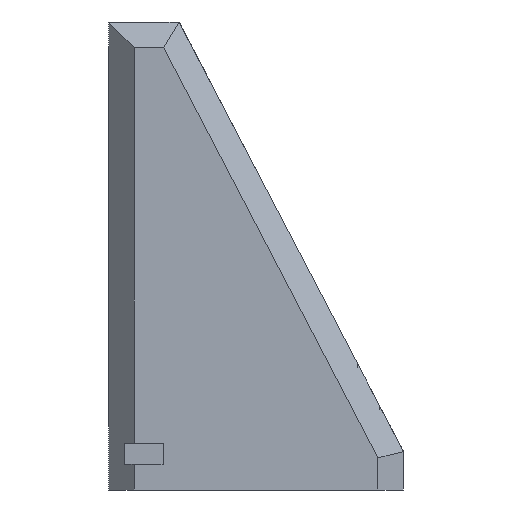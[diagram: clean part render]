
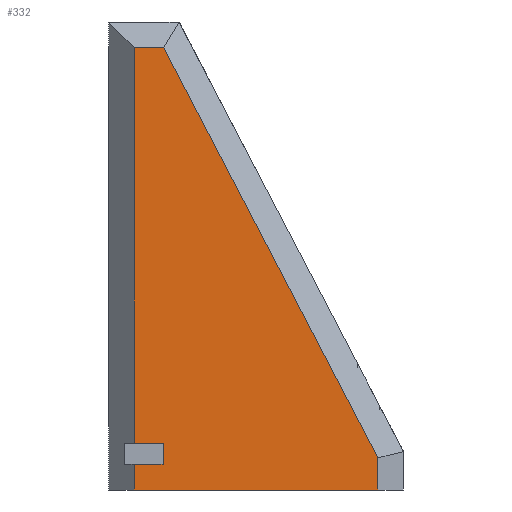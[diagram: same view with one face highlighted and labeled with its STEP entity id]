
A CAD part, left-side view. The second image highlights one B-rep face of the part: STEP entity #332.
In plain terms, the highlighted planar face has unit normal (-1, 0, 0).
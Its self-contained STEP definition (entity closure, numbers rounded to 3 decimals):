
#9 = DIRECTION ( 'NONE',  ( 1., 0., 0. ) ) ;
#21 = LINE ( 'NONE', #2870, #1086 ) ;
#73 = LINE ( 'NONE', #3665, #3329 ) ;
#103 = ORIENTED_EDGE ( 'NONE', *, *, #2614, .F. ) ;
#151 = CARTESIAN_POINT ( 'NONE',  ( -43., 19., 4. ) ) ;
#230 = CARTESIAN_POINT ( 'NONE',  ( -43., 19., 69. ) ) ;
#245 = VERTEX_POINT ( 'NONE', #3722 ) ;
#253 = VERTEX_POINT ( 'NONE', #151 ) ;
#314 = CARTESIAN_POINT ( 'NONE',  ( -43., 19., 0. ) ) ;
#332 = ADVANCED_FACE ( 'NONE', ( #2220 ), #646, .F. ) ;
#348 = LINE ( 'NONE', #2290, #2642 ) ;
#368 = CARTESIAN_POINT ( 'NONE',  ( -43., -19., 0. ) ) ;
#404 = VERTEX_POINT ( 'NONE', #3266 ) ;
#483 = VECTOR ( 'NONE', #2025, 1000. ) ;
#504 = EDGE_CURVE ( 'NONE', #253, #2055, #3621, .T. ) ;
#576 = VECTOR ( 'NONE', #1858, 1000. ) ;
#646 = PLANE ( 'NONE',  #2624 ) ;
#671 = DIRECTION ( 'NONE',  ( 0., -1., 0. ) ) ;
#703 = CARTESIAN_POINT ( 'NONE',  ( -43., 19., 6. ) ) ;
#941 = CARTESIAN_POINT ( 'NONE',  ( -43., 19., 7.3 ) ) ;
#990 = LINE ( 'NONE', #368, #3352 ) ;
#1023 = EDGE_CURVE ( 'NONE', #2706, #245, #1344, .T. ) ;
#1075 = CARTESIAN_POINT ( 'NONE',  ( -43., -19., 0. ) ) ;
#1086 = VECTOR ( 'NONE', #1571, 1000. ) ;
#1217 = CARTESIAN_POINT ( 'NONE',  ( -43., -19., 6. ) ) ;
#1248 = ORIENTED_EDGE ( 'NONE', *, *, #504, .T. ) ;
#1344 = LINE ( 'NONE', #2611, #1359 ) ;
#1359 = VECTOR ( 'NONE', #3893, 1000. ) ;
#1368 = DIRECTION ( 'NONE',  ( 0., 0., -1. ) ) ;
#1387 = ORIENTED_EDGE ( 'NONE', *, *, #1412, .T. ) ;
#1412 = EDGE_CURVE ( 'NONE', #2053, #404, #21, .T. ) ;
#1503 = VERTEX_POINT ( 'NONE', #941 ) ;
#1527 = DIRECTION ( 'NONE',  ( 0., 1., 0. ) ) ;
#1571 = DIRECTION ( 'NONE',  ( 0., 0., -1. ) ) ;
#1582 = CARTESIAN_POINT ( 'NONE',  ( -43., -19., 6. ) ) ;
#1613 = ORIENTED_EDGE ( 'NONE', *, *, #4129, .T. ) ;
#1858 = DIRECTION ( 'NONE',  ( 0., 0., -1. ) ) ;
#1903 = LINE ( 'NONE', #2507, #2734 ) ;
#1911 = CARTESIAN_POINT ( 'NONE',  ( -43., 19., 69. ) ) ;
#1995 = EDGE_CURVE ( 'NONE', #245, #3620, #3147, .T. ) ;
#2025 = DIRECTION ( 'NONE',  ( 0., 0., -1. ) ) ;
#2053 = VERTEX_POINT ( 'NONE', #3568 ) ;
#2055 = VERTEX_POINT ( 'NONE', #314 ) ;
#2177 = LINE ( 'NONE', #1217, #576 ) ;
#2220 = FACE_OUTER_BOUND ( 'NONE', #3146, .T. ) ;
#2224 = EDGE_CURVE ( 'NONE', #3620, #1503, #73, .T. ) ;
#2290 = CARTESIAN_POINT ( 'NONE',  ( -43., 20.5, 7.3 ) ) ;
#2507 = CARTESIAN_POINT ( 'NONE',  ( -43., 20.5, 4. ) ) ;
#2598 = ORIENTED_EDGE ( 'NONE', *, *, #3338, .F. ) ;
#2611 = CARTESIAN_POINT ( 'NONE',  ( -43., -18.597, 5.79 ) ) ;
#2614 = EDGE_CURVE ( 'NONE', #2706, #3843, #2177, .T. ) ;
#2624 = AXIS2_PLACEMENT_3D ( 'NONE', #1582, #9, #2881 ) ;
#2642 = VECTOR ( 'NONE', #3892, 1000. ) ;
#2706 = VERTEX_POINT ( 'NONE', #2856 ) ;
#2734 = VECTOR ( 'NONE', #3208, 1000. ) ;
#2783 = ORIENTED_EDGE ( 'NONE', *, *, #1995, .T. ) ;
#2856 = CARTESIAN_POINT ( 'NONE',  ( -43., -19., 5.018 ) ) ;
#2870 = CARTESIAN_POINT ( 'NONE',  ( -43., 14.5, 7.3 ) ) ;
#2881 = DIRECTION ( 'NONE',  ( 0., 0., -1. ) ) ;
#3146 = EDGE_LOOP ( 'NONE', ( #3487, #2598, #1387, #3495, #1248, #1613, #103, #3463, #2783 ) ) ;
#3147 = LINE ( 'NONE', #230, #4123 ) ;
#3208 = DIRECTION ( 'NONE',  ( 0., 1., 0. ) ) ;
#3266 = CARTESIAN_POINT ( 'NONE',  ( -43., 14.5, 4. ) ) ;
#3329 = VECTOR ( 'NONE', #1368, 1000. ) ;
#3338 = EDGE_CURVE ( 'NONE', #2053, #1503, #348, .T. ) ;
#3352 = VECTOR ( 'NONE', #671, 1000. ) ;
#3463 = ORIENTED_EDGE ( 'NONE', *, *, #1023, .T. ) ;
#3487 = ORIENTED_EDGE ( 'NONE', *, *, #2224, .T. ) ;
#3495 = ORIENTED_EDGE ( 'NONE', *, *, #3942, .T. ) ;
#3568 = CARTESIAN_POINT ( 'NONE',  ( -43., 14.5, 7.3 ) ) ;
#3620 = VERTEX_POINT ( 'NONE', #1911 ) ;
#3621 = LINE ( 'NONE', #703, #483 ) ;
#3665 = CARTESIAN_POINT ( 'NONE',  ( -43., 19., 6. ) ) ;
#3722 = CARTESIAN_POINT ( 'NONE',  ( -43., 14.423, 69. ) ) ;
#3843 = VERTEX_POINT ( 'NONE', #1075 ) ;
#3892 = DIRECTION ( 'NONE',  ( 0., 1., 0. ) ) ;
#3893 = DIRECTION ( 'NONE',  ( 0., 0.463, 0.886 ) ) ;
#3942 = EDGE_CURVE ( 'NONE', #404, #253, #1903, .T. ) ;
#4123 = VECTOR ( 'NONE', #1527, 1000. ) ;
#4129 = EDGE_CURVE ( 'NONE', #2055, #3843, #990, .T. ) ;
